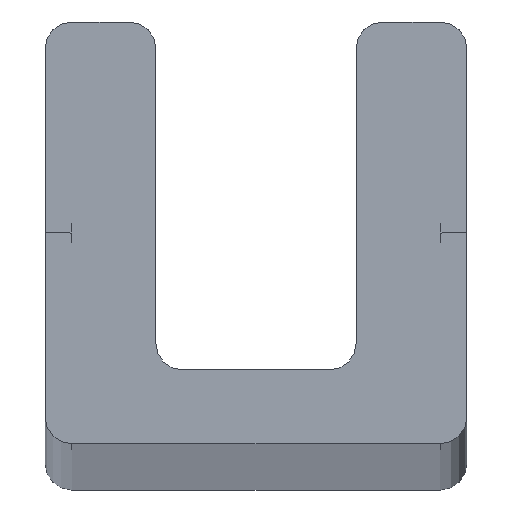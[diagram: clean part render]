
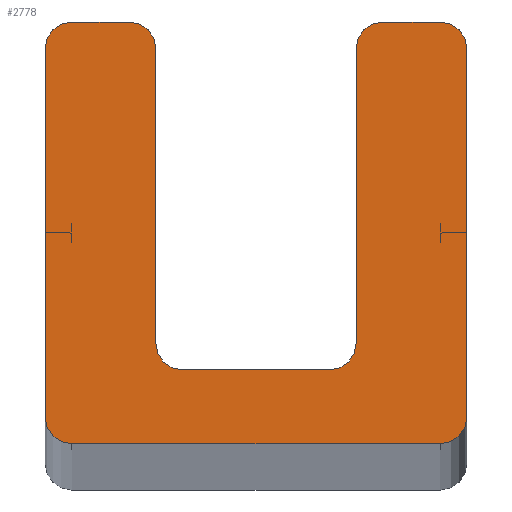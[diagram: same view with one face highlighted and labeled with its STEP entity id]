
A CAD part, top view. The second image highlights one B-rep face of the part: STEP entity #2778.
In plain terms, the highlighted planar face has unit normal (0, 0, 1).
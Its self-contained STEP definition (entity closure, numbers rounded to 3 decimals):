
#21 = DIRECTION ( 'NONE',  ( 1., 0., 0. ) ) ;
#89 = CARTESIAN_POINT ( 'NONE',  ( -1.9, 8., 504. ) ) ;
#104 = LINE ( 'NONE', #4786, #1391 ) ;
#149 = DIRECTION ( 'NONE',  ( 1., 0., 0. ) ) ;
#215 = CARTESIAN_POINT ( 'NONE',  ( -1.9, 7.5, 504. ) ) ;
#286 = VERTEX_POINT ( 'NONE', #5389 ) ;
#301 = VECTOR ( 'NONE', #2505, 1000. ) ;
#338 = CARTESIAN_POINT ( 'NONE',  ( -1.62, 8., 504. ) ) ;
#377 = EDGE_CURVE ( 'NONE', #474, #6031, #2751, .T. ) ;
#388 = AXIS2_PLACEMENT_3D ( 'NONE', #2182, #5624, #2670 ) ;
#392 = CARTESIAN_POINT ( 'NONE',  ( 1.4, 1.4, 504. ) ) ;
#432 = CARTESIAN_POINT ( 'NONE',  ( 1.9, 7.5, 504. ) ) ;
#462 = DIRECTION ( 'NONE',  ( 0., 0., -1. ) ) ;
#474 = VERTEX_POINT ( 'NONE', #692 ) ;
#524 = VECTOR ( 'NONE', #4672, 1000. ) ;
#662 = ORIENTED_EDGE ( 'NONE', *, *, #6298, .T. ) ;
#674 = VECTOR ( 'NONE', #5636, 1000. ) ;
#691 = DIRECTION ( 'NONE',  ( 0., 0., 1. ) ) ;
#692 = CARTESIAN_POINT ( 'NONE',  ( -1.4, 1.4, 504. ) ) ;
#736 = CARTESIAN_POINT ( 'NONE',  ( -3.5, 0.5, 504. ) ) ;
#758 = VERTEX_POINT ( 'NONE', #3074 ) ;
#1117 = DIRECTION ( 'NONE',  ( -1., 0., 0. ) ) ;
#1187 = ORIENTED_EDGE ( 'NONE', *, *, #4029, .T. ) ;
#1222 = DIRECTION ( 'NONE',  ( 1., 0., 0. ) ) ;
#1242 = VERTEX_POINT ( 'NONE', #4146 ) ;
#1243 = AXIS2_PLACEMENT_3D ( 'NONE', #5901, #2940, #21 ) ;
#1289 = PLANE ( 'NONE',  #4695 ) ;
#1292 = CARTESIAN_POINT ( 'NONE',  ( 3.5, 7.5, 504. ) ) ;
#1367 = CIRCLE ( 'NONE', #1243, 0.5 ) ;
#1390 = VECTOR ( 'NONE', #4232, 1000. ) ;
#1391 = VECTOR ( 'NONE', #2816, 1000. ) ;
#1410 = AXIS2_PLACEMENT_3D ( 'NONE', #4441, #1487, #4936 ) ;
#1487 = DIRECTION ( 'NONE',  ( 0., 0., 1. ) ) ;
#1508 = ORIENTED_EDGE ( 'NONE', *, *, #1736, .T. ) ;
#1539 = CARTESIAN_POINT ( 'NONE',  ( -1.9, 1.4, 504. ) ) ;
#1549 = LINE ( 'NONE', #89, #2854 ) ;
#1582 = VERTEX_POINT ( 'NONE', #215 ) ;
#1592 = AXIS2_PLACEMENT_3D ( 'NONE', #3401, #462, #3898 ) ;
#1600 = EDGE_CURVE ( 'NONE', #1582, #3159, #5510, .T. ) ;
#1652 = CIRCLE ( 'NONE', #6196, 0.5 ) ;
#1686 = ORIENTED_EDGE ( 'NONE', *, *, #5106, .T. ) ;
#1736 = EDGE_CURVE ( 'NONE', #6131, #758, #2605, .T. ) ;
#1766 = VERTEX_POINT ( 'NONE', #5725 ) ;
#1772 = CIRCLE ( 'NONE', #1410, 0.5 ) ;
#1795 = DIRECTION ( 'NONE',  ( 1., 0., 0. ) ) ;
#1847 = VECTOR ( 'NONE', #2619, 1000. ) ;
#1894 = EDGE_CURVE ( 'NONE', #474, #5505, #1367, .T. ) ;
#2059 = ORIENTED_EDGE ( 'NONE', *, *, #4818, .F. ) ;
#2093 = VECTOR ( 'NONE', #1117, 1000. ) ;
#2105 = EDGE_CURVE ( 'NONE', #286, #5398, #3912, .T. ) ;
#2110 = CARTESIAN_POINT ( 'NONE',  ( 2.4, 8., 504. ) ) ;
#2154 = CARTESIAN_POINT ( 'NONE',  ( 4., 8., 504. ) ) ;
#2182 = CARTESIAN_POINT ( 'NONE',  ( -2.4, 7.5, 504. ) ) ;
#2281 = CARTESIAN_POINT ( 'NONE',  ( -1.62, 8., 504. ) ) ;
#2505 = DIRECTION ( 'NONE',  ( 1., 0., 0. ) ) ;
#2605 = CIRCLE ( 'NONE', #3014, 0.5 ) ;
#2619 = DIRECTION ( 'NONE',  ( 0., 1., 0. ) ) ;
#2670 = DIRECTION ( 'NONE',  ( 1., 0., 0. ) ) ;
#2751 = LINE ( 'NONE', #1539, #301 ) ;
#2768 = ORIENTED_EDGE ( 'NONE', *, *, #5274, .T. ) ;
#2778 = ADVANCED_FACE ( 'NONE', ( #4178 ), #1289, .T. ) ;
#2780 = DIRECTION ( 'NONE',  ( 1., 0., 0. ) ) ;
#2816 = DIRECTION ( 'NONE',  ( 1., 0., 0. ) ) ;
#2832 = EDGE_CURVE ( 'NONE', #5398, #3225, #104, .T. ) ;
#2854 = VECTOR ( 'NONE', #3012, 1000. ) ;
#2877 = VERTEX_POINT ( 'NONE', #4332 ) ;
#2913 = EDGE_CURVE ( 'NONE', #3935, #6031, #4859, .T. ) ;
#2940 = DIRECTION ( 'NONE',  ( 0., 0., -1. ) ) ;
#2967 = CARTESIAN_POINT ( 'NONE',  ( 3.5, 0., 504. ) ) ;
#3012 = DIRECTION ( 'NONE',  ( 0., -1., 0. ) ) ;
#3014 = AXIS2_PLACEMENT_3D ( 'NONE', #1292, #4742, #1795 ) ;
#3073 = DIRECTION ( 'NONE',  ( 0., 0., 1. ) ) ;
#3074 = CARTESIAN_POINT ( 'NONE',  ( 3.5, 8., 504. ) ) ;
#3152 = EDGE_LOOP ( 'NONE', ( #2059, #5265, #4279, #662, #3590, #5661, #3512, #2768, #1187, #1508, #1686, #3987, #4294, #4600, #3601, #3852 ) ) ;
#3159 = VERTEX_POINT ( 'NONE', #5654 ) ;
#3166 = CARTESIAN_POINT ( 'NONE',  ( 1.9, 8., 504. ) ) ;
#3225 = VERTEX_POINT ( 'NONE', #2967 ) ;
#3398 = LINE ( 'NONE', #5556, #2093 ) ;
#3401 = CARTESIAN_POINT ( 'NONE',  ( 1.4, 1.9, 504. ) ) ;
#3512 = ORIENTED_EDGE ( 'NONE', *, *, #2832, .T. ) ;
#3562 = CARTESIAN_POINT ( 'NONE',  ( 1.9, 1.9, 504. ) ) ;
#3570 = CARTESIAN_POINT ( 'NONE',  ( -3.5, 0., 504. ) ) ;
#3590 = ORIENTED_EDGE ( 'NONE', *, *, #5815, .T. ) ;
#3601 = ORIENTED_EDGE ( 'NONE', *, *, #377, .F. ) ;
#3638 = CIRCLE ( 'NONE', #5105, 0.5 ) ;
#3644 = CARTESIAN_POINT ( 'NONE',  ( -3.5, 7.5, 504. ) ) ;
#3688 = CARTESIAN_POINT ( 'NONE',  ( -4., 8., 504. ) ) ;
#3852 = ORIENTED_EDGE ( 'NONE', *, *, #1894, .T. ) ;
#3898 = DIRECTION ( 'NONE',  ( 1., 0., 0. ) ) ;
#3912 = CIRCLE ( 'NONE', #5048, 0.5 ) ;
#3931 = EDGE_CURVE ( 'NONE', #3978, #6050, #3638, .T. ) ;
#3935 = VERTEX_POINT ( 'NONE', #3562 ) ;
#3978 = VERTEX_POINT ( 'NONE', #2110 ) ;
#3987 = ORIENTED_EDGE ( 'NONE', *, *, #3931, .T. ) ;
#4029 = EDGE_CURVE ( 'NONE', #1766, #6131, #4782, .T. ) ;
#4130 = DIRECTION ( 'NONE',  ( 1., 0., 0. ) ) ;
#4146 = CARTESIAN_POINT ( 'NONE',  ( -3.5, 8., 504. ) ) ;
#4178 = FACE_OUTER_BOUND ( 'NONE', #3152, .T. ) ;
#4191 = DIRECTION ( 'NONE',  ( 0., 0., 1. ) ) ;
#4232 = DIRECTION ( 'NONE',  ( -1., 0., 0. ) ) ;
#4279 = ORIENTED_EDGE ( 'NONE', *, *, #5434, .T. ) ;
#4294 = ORIENTED_EDGE ( 'NONE', *, *, #5806, .F. ) ;
#4332 = CARTESIAN_POINT ( 'NONE',  ( -4., 7.5, 504. ) ) ;
#4441 = CARTESIAN_POINT ( 'NONE',  ( 3.5, 0.5, 504. ) ) ;
#4600 = ORIENTED_EDGE ( 'NONE', *, *, #2913, .T. ) ;
#4634 = CARTESIAN_POINT ( 'NONE',  ( -1.9, 1.9, 504. ) ) ;
#4672 = DIRECTION ( 'NONE',  ( 0., -1., 0. ) ) ;
#4695 = AXIS2_PLACEMENT_3D ( 'NONE', #2281, #5724, #2780 ) ;
#4742 = DIRECTION ( 'NONE',  ( 0., 0., 1. ) ) ;
#4782 = LINE ( 'NONE', #2154, #1847 ) ;
#4786 = CARTESIAN_POINT ( 'NONE',  ( -4., 0., 504. ) ) ;
#4818 = EDGE_CURVE ( 'NONE', #1582, #5505, #1549, .T. ) ;
#4859 = CIRCLE ( 'NONE', #1592, 0.5 ) ;
#4900 = LINE ( 'NONE', #3166, #674 ) ;
#4936 = DIRECTION ( 'NONE',  ( 1., 0., 0. ) ) ;
#5048 = AXIS2_PLACEMENT_3D ( 'NONE', #736, #4191, #1222 ) ;
#5105 = AXIS2_PLACEMENT_3D ( 'NONE', #6037, #3073, #149 ) ;
#5106 = EDGE_CURVE ( 'NONE', #758, #3978, #5313, .T. ) ;
#5265 = ORIENTED_EDGE ( 'NONE', *, *, #1600, .T. ) ;
#5274 = EDGE_CURVE ( 'NONE', #3225, #1766, #1772, .T. ) ;
#5313 = LINE ( 'NONE', #338, #1390 ) ;
#5389 = CARTESIAN_POINT ( 'NONE',  ( -4., 0.5, 504. ) ) ;
#5398 = VERTEX_POINT ( 'NONE', #3570 ) ;
#5434 = EDGE_CURVE ( 'NONE', #3159, #1242, #3398, .T. ) ;
#5505 = VERTEX_POINT ( 'NONE', #4634 ) ;
#5510 = CIRCLE ( 'NONE', #388, 0.5 ) ;
#5556 = CARTESIAN_POINT ( 'NONE',  ( -1.62, 8., 504. ) ) ;
#5589 = LINE ( 'NONE', #3688, #524 ) ;
#5624 = DIRECTION ( 'NONE',  ( 0., 0., 1. ) ) ;
#5636 = DIRECTION ( 'NONE',  ( 0., 1., 0. ) ) ;
#5654 = CARTESIAN_POINT ( 'NONE',  ( -2.4, 8., 504. ) ) ;
#5661 = ORIENTED_EDGE ( 'NONE', *, *, #2105, .T. ) ;
#5724 = DIRECTION ( 'NONE',  ( 0., 0., 1. ) ) ;
#5725 = CARTESIAN_POINT ( 'NONE',  ( 4., 0.5, 504. ) ) ;
#5806 = EDGE_CURVE ( 'NONE', #3935, #6050, #4900, .T. ) ;
#5815 = EDGE_CURVE ( 'NONE', #2877, #286, #5589, .T. ) ;
#5887 = CARTESIAN_POINT ( 'NONE',  ( 4., 7.5, 504. ) ) ;
#5901 = CARTESIAN_POINT ( 'NONE',  ( -1.4, 1.9, 504. ) ) ;
#6031 = VERTEX_POINT ( 'NONE', #392 ) ;
#6037 = CARTESIAN_POINT ( 'NONE',  ( 2.4, 7.5, 504. ) ) ;
#6050 = VERTEX_POINT ( 'NONE', #432 ) ;
#6131 = VERTEX_POINT ( 'NONE', #5887 ) ;
#6196 = AXIS2_PLACEMENT_3D ( 'NONE', #3644, #691, #4130 ) ;
#6298 = EDGE_CURVE ( 'NONE', #1242, #2877, #1652, .T. ) ;
